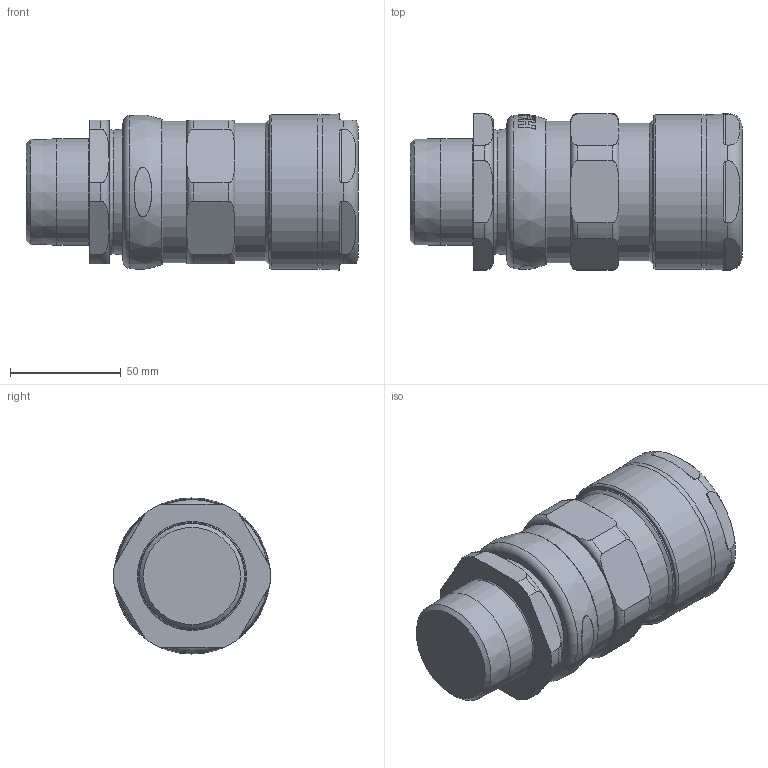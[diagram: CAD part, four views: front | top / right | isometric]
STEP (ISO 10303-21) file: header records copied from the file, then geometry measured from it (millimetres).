
FILE_DESCRIPTION(/* description */ (''),/* implementation_level */ '2;1');
FILE_NAME(/* name */ '711_X D_1_1_2_NPT.stp',/* time_stamp */ '2021-02-15T18:15:53+06:00',/* author */ ('vinaykumark'),/* organization */ (''),/* preprocessor_version */ 'ST-DEVELOPER v18',/* originating_system */ 'Autodesk Inventor 2020',/* authorisation */ '');
FILE_SCHEMA (('AUTOMOTIVE_DESIGN { 1 0 10303 214 3 1 1 }'));
Length unit declared in the file: inch
Products named in the file (1): 711_X D_1_1_2_NPT
Bounding box: 149.98 x 70.77 x 70.54 mm (x, y, z)
Volume: 735365.4 mm3; surface area: 127979.8 mm2
Topology: 11 solids, 11 shells, 1029 faces, 2800 edges, 1788 vertices
Faces by surface type: plane 442, cone 162, bspline 156, torus 145, cylinder 124
Full cylindrical faces by diameter (mm): 44.3 x1, 44.5 x1, 47.6 x1, 48.26 x1, 49.9 x1, 52 x1, 52.6 x2, 55.25 x1, 56.4 x1, 56.44 x1, 57.2 x2, 57.4 x1, 57.44 x1, 60.325 x1, 62.08 x1, 62.2 x1, 63 x1, 63.95 x1, 65 x1, 69.6 x1
Entity records: 38843 total; most frequent: CARTESIAN_POINT 13721, ORIENTED_EDGE 5600, DIRECTION 4449, EDGE_CURVE 2800, AXIS2_PLACEMENT_3D 1805, VERTEX_POINT 1788, EDGE_LOOP 1072, STYLED_ITEM 1040
